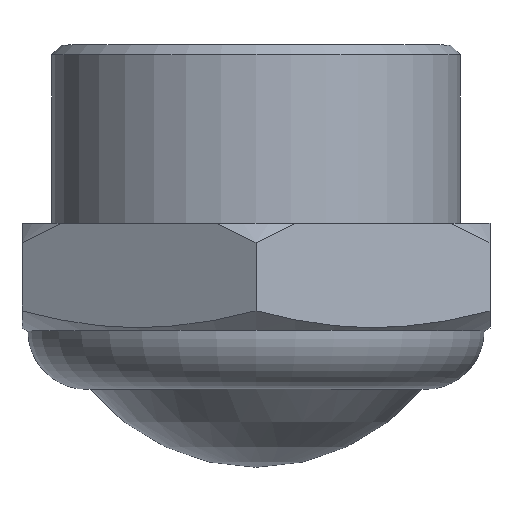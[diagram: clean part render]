
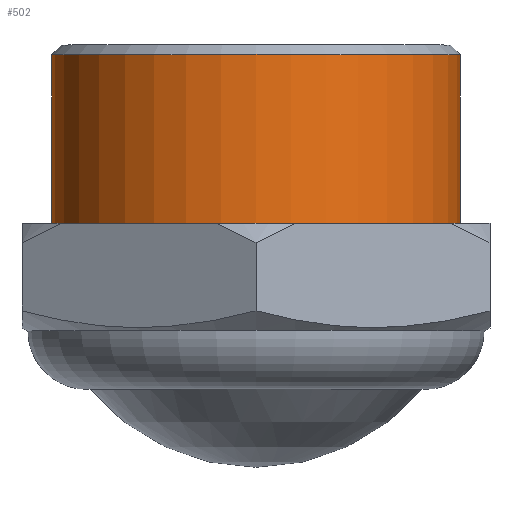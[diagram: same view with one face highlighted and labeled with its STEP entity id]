
A CAD part, top view. The second image highlights one B-rep face of the part: STEP entity #502.
In plain terms, the highlighted cylindrical face has radius 10.477 mm (diameter 20.955 mm), a full revolution.
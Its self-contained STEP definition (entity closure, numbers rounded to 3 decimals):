
#31=CYLINDRICAL_SURFACE('',#537,10.478);
#124=ORIENTED_EDGE('',*,*,#202,.T.);
#125=ORIENTED_EDGE('',*,*,#165,.F.);
#165=EDGE_CURVE('',#210,#210,#243,.F.);
#202=EDGE_CURVE('',#235,#235,#250,.T.);
#210=VERTEX_POINT('',#654);
#235=VERTEX_POINT('',#783);
#243=CIRCLE('',#524,10.478);
#250=CIRCLE('',#538,10.478);
#266=EDGE_LOOP('',(#124));
#267=EDGE_LOOP('',(#125));
#298=FACE_BOUND('',#266,.T.);
#299=FACE_BOUND('',#267,.T.);
#502=ADVANCED_FACE('',(#298,#299),#31,.T.);
#524=AXIS2_PLACEMENT_3D('',#653,#565,#566);
#537=AXIS2_PLACEMENT_3D('',#781,#603,#604);
#538=AXIS2_PLACEMENT_3D('',#782,#605,#606);
#565=DIRECTION('',(0.,1.,0.));
#566=DIRECTION('',(-1.,0.,0.));
#603=DIRECTION('',(0.,-1.,0.));
#604=DIRECTION('',(1.,0.,0.));
#605=DIRECTION('',(0.,-1.,0.));
#606=DIRECTION('',(1.,0.,0.));
#653=CARTESIAN_POINT('',(0.,8.5,0.));
#654=CARTESIAN_POINT('',(-10.478,8.5,0.));
#781=CARTESIAN_POINT('',(0.,17.65,0.));
#782=CARTESIAN_POINT('',(0.,17.15,0.));
#783=CARTESIAN_POINT('',(10.478,17.15,0.));
